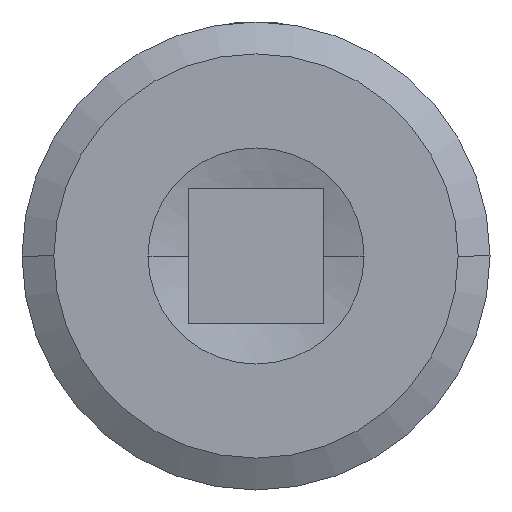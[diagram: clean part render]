
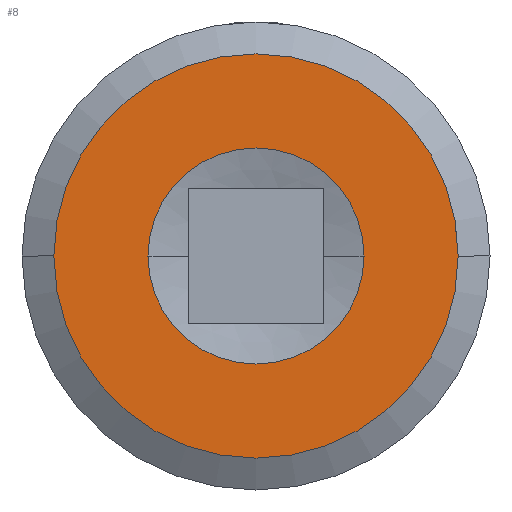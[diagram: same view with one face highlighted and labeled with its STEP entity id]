
A CAD part, front view. The second image highlights one B-rep face of the part: STEP entity #8.
In plain terms, the highlighted planar face has unit normal (0, -1, 0).
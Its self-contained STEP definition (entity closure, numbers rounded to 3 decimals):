
#8 = ADVANCED_FACE ( 'NONE', ( #1090, #249 ), #1451, .T. ) ;
#79 = DIRECTION ( 'NONE',  ( 1., 0., 0. ) ) ;
#110 = AXIS2_PLACEMENT_3D ( 'NONE', #321, #1410, #1153 ) ;
#118 = ORIENTED_EDGE ( 'NONE', *, *, #795, .T. ) ;
#187 = ORIENTED_EDGE ( 'NONE', *, *, #1263, .F. ) ;
#249 = FACE_BOUND ( 'NONE', #1554, .T. ) ;
#256 = AXIS2_PLACEMENT_3D ( 'NONE', #1123, #843, #1362 ) ;
#279 = DIRECTION ( 'NONE',  ( 0., -1., 0. ) ) ;
#321 = CARTESIAN_POINT ( 'NONE',  ( 0., 0., 0. ) ) ;
#358 = VERTEX_POINT ( 'NONE', #1585 ) ;
#393 = CARTESIAN_POINT ( 'NONE',  ( 10.16, 0., 0. ) ) ;
#440 = CARTESIAN_POINT ( 'NONE',  ( 10.16, 0., 0. ) ) ;
#447 = CIRCLE ( 'NONE', #567, 19. ) ;
#519 = ORIENTED_EDGE ( 'NONE', *, *, #890, .T. ) ;
#567 = AXIS2_PLACEMENT_3D ( 'NONE', #1432, #782, #79 ) ;
#673 = DIRECTION ( 'NONE',  ( 0., -1., 0. ) ) ;
#782 = DIRECTION ( 'NONE',  ( 0., -1., 0. ) ) ;
#795 = EDGE_CURVE ( 'NONE', #358, #1118, #447, .T. ) ;
#843 = DIRECTION ( 'NONE',  ( 0., -1., 0. ) ) ;
#890 = EDGE_CURVE ( 'NONE', #1118, #358, #932, .T. ) ;
#932 = CIRCLE ( 'NONE', #256, 19. ) ;
#939 = DIRECTION ( 'NONE',  ( 1., 0., 0. ) ) ;
#956 = EDGE_CURVE ( 'NONE', #980, #1383, #1113, .T. ) ;
#980 = VERTEX_POINT ( 'NONE', #1665 ) ;
#1058 = CARTESIAN_POINT ( 'NONE',  ( -19., 0., 0. ) ) ;
#1090 = FACE_OUTER_BOUND ( 'NONE', #1205, .T. ) ;
#1113 = CIRCLE ( 'NONE', #110, 10.16 ) ;
#1118 = VERTEX_POINT ( 'NONE', #1058 ) ;
#1123 = CARTESIAN_POINT ( 'NONE',  ( 0., 0., 0. ) ) ;
#1153 = DIRECTION ( 'NONE',  ( 1., 0., 0. ) ) ;
#1205 = EDGE_LOOP ( 'NONE', ( #118, #519 ) ) ;
#1263 = EDGE_CURVE ( 'NONE', #1383, #980, #1657, .T. ) ;
#1362 = DIRECTION ( 'NONE',  ( 1., 0., 0. ) ) ;
#1383 = VERTEX_POINT ( 'NONE', #440 ) ;
#1386 = AXIS2_PLACEMENT_3D ( 'NONE', #393, #673, #939 ) ;
#1410 = DIRECTION ( 'NONE',  ( 0., -1., 0. ) ) ;
#1432 = CARTESIAN_POINT ( 'NONE',  ( 0., 0., 0. ) ) ;
#1451 = PLANE ( 'NONE',  #1386 ) ;
#1485 = CARTESIAN_POINT ( 'NONE',  ( 0., 0., 0. ) ) ;
#1554 = EDGE_LOOP ( 'NONE', ( #187, #1658 ) ) ;
#1585 = CARTESIAN_POINT ( 'NONE',  ( 19., 0., 0. ) ) ;
#1602 = AXIS2_PLACEMENT_3D ( 'NONE', #1485, #279, #1626 ) ;
#1626 = DIRECTION ( 'NONE',  ( 1., 0., 0. ) ) ;
#1657 = CIRCLE ( 'NONE', #1602, 10.16 ) ;
#1658 = ORIENTED_EDGE ( 'NONE', *, *, #956, .F. ) ;
#1665 = CARTESIAN_POINT ( 'NONE',  ( -10.16, 0., 0. ) ) ;
